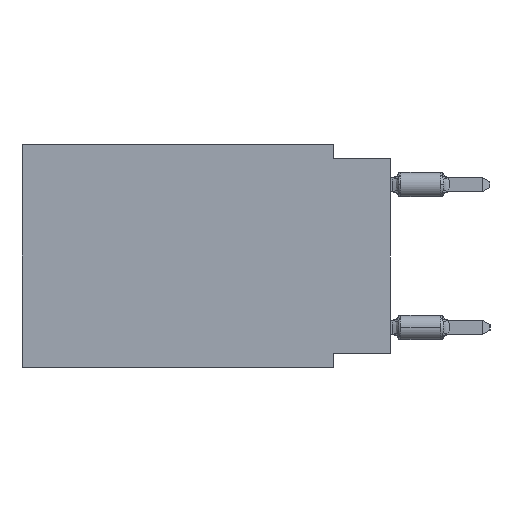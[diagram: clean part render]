
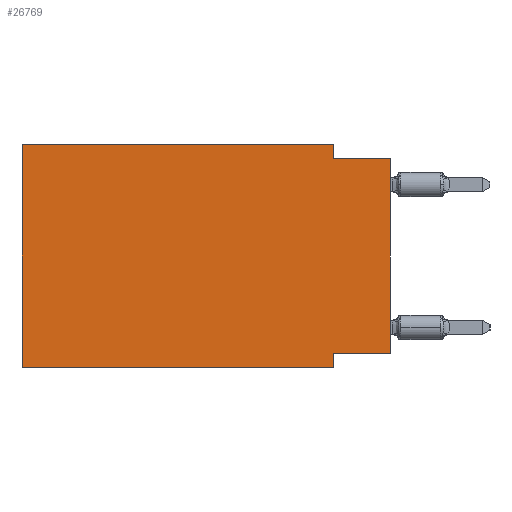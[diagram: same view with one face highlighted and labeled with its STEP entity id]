
A CAD part, left-side view. The second image highlights one B-rep face of the part: STEP entity #26769.
In plain terms, the highlighted planar face has unit normal (-1, 0, 0).
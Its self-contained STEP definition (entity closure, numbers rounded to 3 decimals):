
#385 = ORIENTED_EDGE ( 'NONE', *, *, #850, .T. ) ;
#850 = EDGE_CURVE ( 'NONE', #14828, #13112, #19743, .T. ) ;
#1093 = LINE ( 'NONE', #25579, #13557 ) ;
#1838 = VERTEX_POINT ( 'NONE', #22116 ) ;
#2040 = DIRECTION ( 'NONE',  ( 0., 0., 1. ) ) ;
#3530 = DIRECTION ( 'NONE',  ( 0., 0., 1. ) ) ;
#4915 = CARTESIAN_POINT ( 'NONE',  ( 0., 2.54, -0.635 ) ) ;
#5893 = VECTOR ( 'NONE', #9108, 1000. ) ;
#5966 = EDGE_CURVE ( 'NONE', #30297, #13112, #35086, .T. ) ;
#6746 = CARTESIAN_POINT ( 'NONE',  ( 0., 16.383, 0. ) ) ;
#7905 = LINE ( 'NONE', #21398, #27128 ) ;
#7976 = EDGE_CURVE ( 'NONE', #1838, #28951, #32082, .T. ) ;
#8316 = ORIENTED_EDGE ( 'NONE', *, *, #30361, .F. ) ;
#8331 = AXIS2_PLACEMENT_3D ( 'NONE', #6746, #15378, #28318 ) ;
#9108 = DIRECTION ( 'NONE',  ( 0., -1., 0. ) ) ;
#9794 = PLANE ( 'NONE',  #8331 ) ;
#10157 = EDGE_CURVE ( 'NONE', #11134, #20176, #1093, .T. ) ;
#10790 = CARTESIAN_POINT ( 'NONE',  ( 0., 0., -0.635 ) ) ;
#11134 = VERTEX_POINT ( 'NONE', #27638 ) ;
#11332 = ORIENTED_EDGE ( 'NONE', *, *, #16766, .F. ) ;
#11377 = DIRECTION ( 'NONE',  ( 0., 0., -1. ) ) ;
#13112 = VERTEX_POINT ( 'NONE', #31608 ) ;
#13136 = DIRECTION ( 'NONE',  ( 0., -1., 0. ) ) ;
#13182 = DIRECTION ( 'NONE',  ( 0., -1., 0. ) ) ;
#13480 = DIRECTION ( 'NONE',  ( 0., 1., 0. ) ) ;
#13557 = VECTOR ( 'NONE', #11377, 1000. ) ;
#13970 = LINE ( 'NONE', #30021, #20894 ) ;
#14426 = CARTESIAN_POINT ( 'NONE',  ( 0., 0., -9.271 ) ) ;
#14590 = CARTESIAN_POINT ( 'NONE',  ( 0., 2.54, -9.906 ) ) ;
#14828 = VERTEX_POINT ( 'NONE', #14426 ) ;
#15374 = LINE ( 'NONE', #18061, #25626 ) ;
#15378 = DIRECTION ( 'NONE',  ( 1., 0., 0. ) ) ;
#16766 = EDGE_CURVE ( 'NONE', #14828, #11134, #7905, .T. ) ;
#17724 = FACE_OUTER_BOUND ( 'NONE', #19631, .T. ) ;
#18001 = EDGE_CURVE ( 'NONE', #29190, #20176, #30529, .T. ) ;
#18061 = CARTESIAN_POINT ( 'NONE',  ( 0., 16.383, 0. ) ) ;
#18342 = CARTESIAN_POINT ( 'NONE',  ( 0., 16.383, -9.906 ) ) ;
#18569 = CARTESIAN_POINT ( 'NONE',  ( 0., 16.383, 0. ) ) ;
#19057 = DIRECTION ( 'NONE',  ( 0., 0., -1. ) ) ;
#19271 = CARTESIAN_POINT ( 'NONE',  ( 0., 2.54, 0. ) ) ;
#19631 = EDGE_LOOP ( 'NONE', ( #385, #30114, #33129, #30696, #8316, #23451, #26804, #11332 ) ) ;
#19743 = LINE ( 'NONE', #24982, #22859 ) ;
#20176 = VERTEX_POINT ( 'NONE', #14590 ) ;
#20894 = VECTOR ( 'NONE', #19057, 1000. ) ;
#21398 = CARTESIAN_POINT ( 'NONE',  ( 0., 0., -9.271 ) ) ;
#22116 = CARTESIAN_POINT ( 'NONE',  ( 0., 16.383, 0. ) ) ;
#22859 = VECTOR ( 'NONE', #3530, 1000. ) ;
#23451 = ORIENTED_EDGE ( 'NONE', *, *, #18001, .T. ) ;
#23905 = VECTOR ( 'NONE', #13182, 1000. ) ;
#24528 = EDGE_CURVE ( 'NONE', #28951, #30297, #13970, .T. ) ;
#24982 = CARTESIAN_POINT ( 'NONE',  ( 0., 0., 0. ) ) ;
#25579 = CARTESIAN_POINT ( 'NONE',  ( 0., 2.54, -9.906 ) ) ;
#25626 = VECTOR ( 'NONE', #2040, 1000. ) ;
#26769 = ADVANCED_FACE ( 'NONE', ( #17724 ), #9794, .F. ) ;
#26804 = ORIENTED_EDGE ( 'NONE', *, *, #10157, .F. ) ;
#27128 = VECTOR ( 'NONE', #13480, 1000. ) ;
#27638 = CARTESIAN_POINT ( 'NONE',  ( 0., 2.54, -9.271 ) ) ;
#28318 = DIRECTION ( 'NONE',  ( 0., 0., -1. ) ) ;
#28951 = VERTEX_POINT ( 'NONE', #19271 ) ;
#29064 = VECTOR ( 'NONE', #13136, 1000. ) ;
#29190 = VERTEX_POINT ( 'NONE', #18342 ) ;
#30021 = CARTESIAN_POINT ( 'NONE',  ( 0., 2.54, 0. ) ) ;
#30114 = ORIENTED_EDGE ( 'NONE', *, *, #5966, .F. ) ;
#30297 = VERTEX_POINT ( 'NONE', #4915 ) ;
#30361 = EDGE_CURVE ( 'NONE', #29190, #1838, #15374, .T. ) ;
#30529 = LINE ( 'NONE', #33755, #5893 ) ;
#30696 = ORIENTED_EDGE ( 'NONE', *, *, #7976, .F. ) ;
#31608 = CARTESIAN_POINT ( 'NONE',  ( 0., 0., -0.635 ) ) ;
#32082 = LINE ( 'NONE', #18569, #23905 ) ;
#33129 = ORIENTED_EDGE ( 'NONE', *, *, #24528, .F. ) ;
#33755 = CARTESIAN_POINT ( 'NONE',  ( 0., 16.383, -9.906 ) ) ;
#35086 = LINE ( 'NONE', #10790, #29064 ) ;
